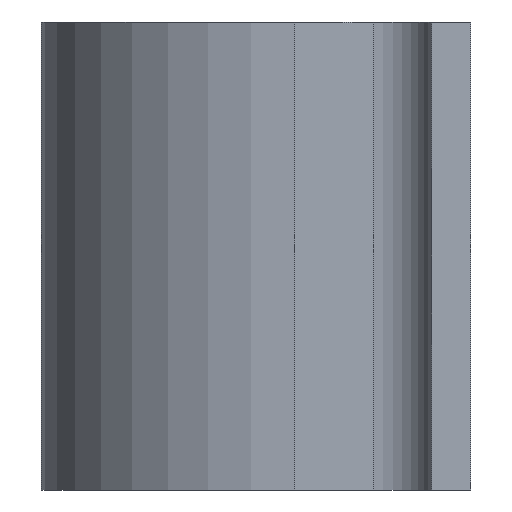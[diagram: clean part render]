
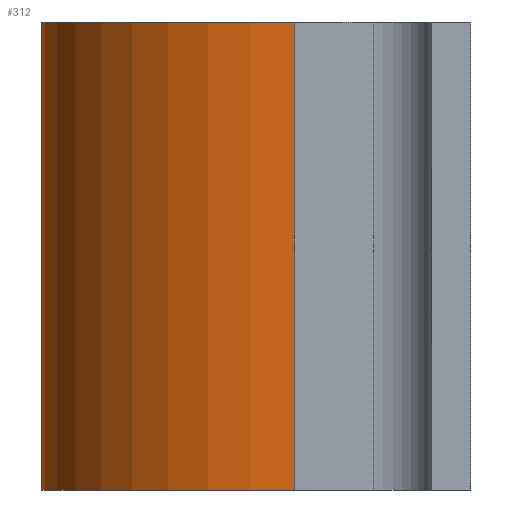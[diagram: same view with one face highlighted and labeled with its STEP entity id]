
A CAD part, left-side view. The second image highlights one B-rep face of the part: STEP entity #312.
In plain terms, the highlighted cylindrical face has radius 6.5 mm (diameter 13 mm), a partial arc.
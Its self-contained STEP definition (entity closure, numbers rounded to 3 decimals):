
#17 = EDGE_LOOP ( 'NONE', ( #454, #292, #399, #144 ) ) ;
#34 = DIRECTION ( 'NONE',  ( 0., 0., -1. ) ) ;
#39 = CARTESIAN_POINT ( 'NONE',  ( -6.5, 4.5, 6. ) ) ;
#52 = EDGE_CURVE ( 'NONE', #60, #976, #679, .T. ) ;
#53 = CARTESIAN_POINT ( 'NONE',  ( 0., 4.5, -6. ) ) ;
#60 = VERTEX_POINT ( 'NONE', #281 ) ;
#141 = DIRECTION ( 'NONE',  ( 1., 0., 0. ) ) ;
#144 = ORIENTED_EDGE ( 'NONE', *, *, #52, .T. ) ;
#163 = VERTEX_POINT ( 'NONE', #521 ) ;
#237 = CARTESIAN_POINT ( 'NONE',  ( -6.5, 4.5, 6. ) ) ;
#243 = VECTOR ( 'NONE', #34, 1000. ) ;
#281 = CARTESIAN_POINT ( 'NONE',  ( 6.5, 4.5, 6. ) ) ;
#285 = AXIS2_PLACEMENT_3D ( 'NONE', #53, #627, #141 ) ;
#292 = ORIENTED_EDGE ( 'NONE', *, *, #293, .F. ) ;
#293 = EDGE_CURVE ( 'NONE', #441, #163, #334, .T. ) ;
#307 = EDGE_CURVE ( 'NONE', #163, #976, #986, .T. ) ;
#312 = ADVANCED_FACE ( 'NONE', ( #655 ), #987, .T. ) ;
#334 = LINE ( 'NONE', #39, #694 ) ;
#336 = DIRECTION ( 'NONE',  ( 0., 0., -1. ) ) ;
#346 = DIRECTION ( 'NONE',  ( 0., 0., -1. ) ) ;
#375 = DIRECTION ( 'NONE',  ( -1., 0., 0. ) ) ;
#399 = ORIENTED_EDGE ( 'NONE', *, *, #585, .T. ) ;
#441 = VERTEX_POINT ( 'NONE', #237 ) ;
#454 = ORIENTED_EDGE ( 'NONE', *, *, #307, .F. ) ;
#458 = DIRECTION ( 'NONE',  ( 0., 0., -1. ) ) ;
#460 = CARTESIAN_POINT ( 'NONE',  ( 0., 4.5, 6. ) ) ;
#512 = CIRCLE ( 'NONE', #1065, 6.5 ) ;
#521 = CARTESIAN_POINT ( 'NONE',  ( -6.5, 4.5, -6. ) ) ;
#585 = EDGE_CURVE ( 'NONE', #441, #60, #512, .T. ) ;
#627 = DIRECTION ( 'NONE',  ( 0., 0., -1. ) ) ;
#655 = FACE_OUTER_BOUND ( 'NONE', #17, .T. ) ;
#671 = AXIS2_PLACEMENT_3D ( 'NONE', #460, #458, #375 ) ;
#679 = LINE ( 'NONE', #873, #243 ) ;
#694 = VECTOR ( 'NONE', #346, 1000. ) ;
#765 = CARTESIAN_POINT ( 'NONE',  ( 6.5, 4.5, -6. ) ) ;
#830 = CARTESIAN_POINT ( 'NONE',  ( 0., 4.5, 6. ) ) ;
#873 = CARTESIAN_POINT ( 'NONE',  ( 6.5, 4.5, 6. ) ) ;
#912 = DIRECTION ( 'NONE',  ( 1., 0., 0. ) ) ;
#976 = VERTEX_POINT ( 'NONE', #765 ) ;
#986 = CIRCLE ( 'NONE', #285, 6.5 ) ;
#987 = CYLINDRICAL_SURFACE ( 'NONE', #671, 6.5 ) ;
#1065 = AXIS2_PLACEMENT_3D ( 'NONE', #830, #336, #912 ) ;
